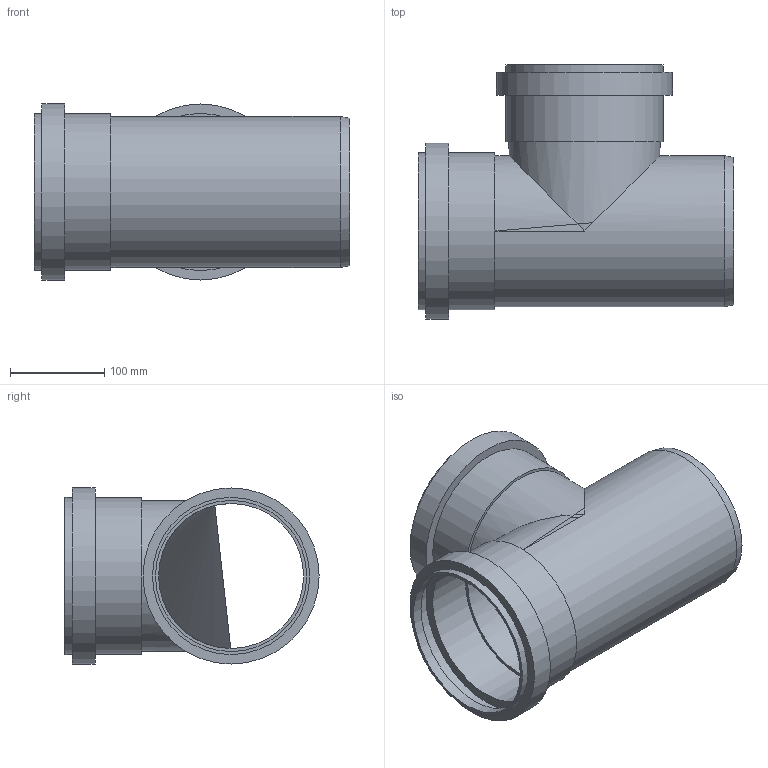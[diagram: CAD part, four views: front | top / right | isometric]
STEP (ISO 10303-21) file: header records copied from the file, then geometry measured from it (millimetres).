
FILE_DESCRIPTION(('Open CASCADE Model'),'2;1');
FILE_NAME('Open CASCADE Shape Model','2023-06-02T09:53:19',('Author'),( 'Open CASCADE'),'Open CASCADE STEP processor 7.5','Open CASCADE 7.5' ,'Unknown');
FILE_SCHEMA(('AUTOMOTIVE_DESIGN { 1 0 10303 214 1 1 1 1 }'));
Length unit declared in the file: metre
Products named in the file (1): Open CASCADE STEP translator 7.5 1
Bounding box: 334 x 269.2 x 186.4 mm (x, y, z)
Volume: 740116.9 mm3; surface area: 469561.5 mm2
Topology: 1 solids, 1 shells, 32 faces, 54 edges, 35 vertices
Faces by surface type: cylinder 16, plane 15, cone 1
Full cylindrical faces by diameter (mm): 153.6 x2, 160 x6, 166.4 x4, 180 x2, 186.4 x2
Entity records: 1688 total; most frequent: CARTESIAN_POINT 538, DIRECTION 214, ORIENTED_EDGE 108, PCURVE 108, DEFINITIONAL_REPRESENTATION 108, LINE 70, VECTOR 70, AXIS2_PLACEMENT_3D 64
